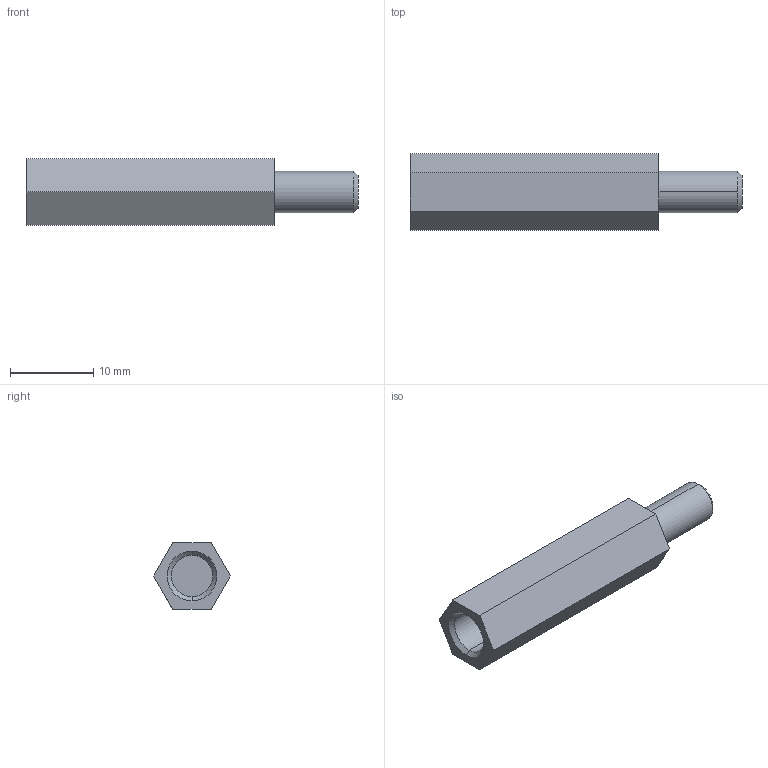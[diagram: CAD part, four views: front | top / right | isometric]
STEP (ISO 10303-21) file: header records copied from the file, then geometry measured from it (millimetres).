
FILE_DESCRIPTION(('STEP AP203'),'1');
FILE_NAME('dmh-m5x30.stp','2024-06-28T08:48:04',('TraceParts'),('TraceParts S.A.'),'Spatial InterOp 3D',' ',' ');
FILE_SCHEMA(('CONFIG_CONTROL_DESIGN'));
Length unit declared in the file: millimetre
Products named in the file (1): 1
Bounding box: 40 x 9.24 x 8 mm (x, y, z)
Volume: 1658.1 mm3; surface area: 1258.4 mm2
Topology: 1 solids, 1 shells, 271 faces, 713 edges, 474 vertices
Faces by surface type: plane 157, bspline 106, cone 4, cylinder 4
Entity records: 14811 total; most frequent: CARTESIAN_POINT 8781, ORIENTED_EDGE 1426, DIRECTION 845, EDGE_CURVE 713, LINE 489, VECTOR 489, VERTEX_POINT 474, EDGE_LOOP 301
